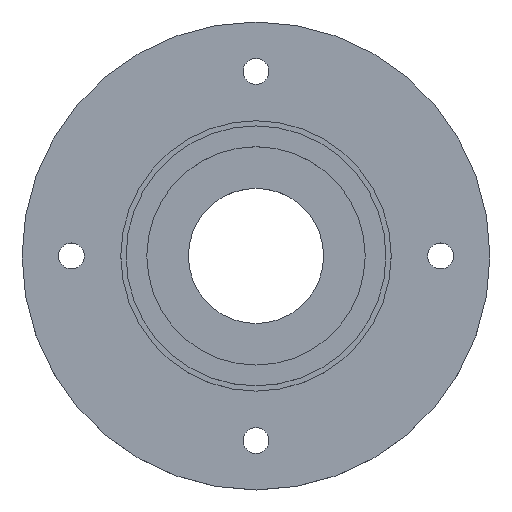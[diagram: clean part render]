
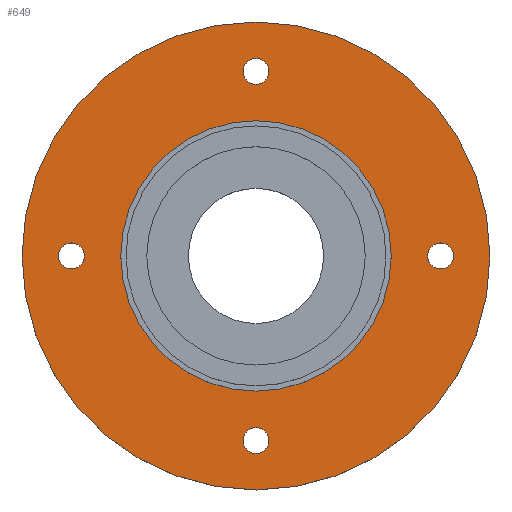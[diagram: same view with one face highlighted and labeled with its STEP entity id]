
A CAD part, top view. The second image highlights one B-rep face of the part: STEP entity #649.
In plain terms, the highlighted planar face has unit normal (0, 0, 1).
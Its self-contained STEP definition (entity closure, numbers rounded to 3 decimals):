
#253=CARTESIAN_POINT('',(33.,0.,7.));
#254=VERTEX_POINT('',#253);
#255=CARTESIAN_POINT('',(38.,0.,7.));
#256=VERTEX_POINT('',#255);
#257=CARTESIAN_POINT('',(35.5,0.,7.));
#258=DIRECTION('',(-1.,0.,0.));
#259=DIRECTION('',(-0.,0.,1.));
#260=AXIS2_PLACEMENT_3D('',#257,#259,#258);
#261=CIRCLE('',#260,2.5);
#262=EDGE_CURVE('',#254,#256,#261,.T.);
#264=CARTESIAN_POINT('',(35.5,0.,7.));
#265=DIRECTION('',(1.,0.,0.));
#266=DIRECTION('',(0.,0.,1.));
#267=AXIS2_PLACEMENT_3D('',#264,#266,#265);
#268=CIRCLE('',#267,2.5);
#269=EDGE_CURVE('',#256,#254,#268,.T.);
#288=CARTESIAN_POINT('',(-2.5,-35.5,7.));
#289=VERTEX_POINT('',#288);
#290=CARTESIAN_POINT('',(2.5,-35.5,7.));
#291=VERTEX_POINT('',#290);
#292=CARTESIAN_POINT('',(0.,-35.5,7.));
#293=DIRECTION('',(-1.,0.,0.));
#294=DIRECTION('',(-0.,0.,1.));
#295=AXIS2_PLACEMENT_3D('',#292,#294,#293);
#296=CIRCLE('',#295,2.5);
#297=EDGE_CURVE('',#289,#291,#296,.T.);
#299=CARTESIAN_POINT('',(0.,-35.5,7.));
#300=DIRECTION('',(1.,0.,0.));
#301=DIRECTION('',(0.,0.,1.));
#302=AXIS2_PLACEMENT_3D('',#299,#301,#300);
#303=CIRCLE('',#302,2.5);
#304=EDGE_CURVE('',#291,#289,#303,.T.);
#323=CARTESIAN_POINT('',(-38.,0.,7.));
#324=VERTEX_POINT('',#323);
#325=CARTESIAN_POINT('',(-33.,0.,7.));
#326=VERTEX_POINT('',#325);
#327=CARTESIAN_POINT('',(-35.5,0.,7.));
#328=DIRECTION('',(-1.,0.,0.));
#329=DIRECTION('',(-0.,0.,1.));
#330=AXIS2_PLACEMENT_3D('',#327,#329,#328);
#331=CIRCLE('',#330,2.5);
#332=EDGE_CURVE('',#324,#326,#331,.T.);
#334=CARTESIAN_POINT('',(-35.5,0.,7.));
#335=DIRECTION('',(1.,0.,0.));
#336=DIRECTION('',(0.,0.,1.));
#337=AXIS2_PLACEMENT_3D('',#334,#336,#335);
#338=CIRCLE('',#337,2.5);
#339=EDGE_CURVE('',#326,#324,#338,.T.);
#358=CARTESIAN_POINT('',(-2.5,35.5,7.));
#359=VERTEX_POINT('',#358);
#360=CARTESIAN_POINT('',(2.5,35.5,7.));
#361=VERTEX_POINT('',#360);
#362=CARTESIAN_POINT('',(0.,35.5,7.));
#363=DIRECTION('',(-1.,0.,0.));
#364=DIRECTION('',(-0.,0.,1.));
#365=AXIS2_PLACEMENT_3D('',#362,#364,#363);
#366=CIRCLE('',#365,2.5);
#367=EDGE_CURVE('',#359,#361,#366,.T.);
#369=CARTESIAN_POINT('',(0.,35.5,7.));
#370=DIRECTION('',(1.,0.,0.));
#371=DIRECTION('',(0.,0.,1.));
#372=AXIS2_PLACEMENT_3D('',#369,#371,#370);
#373=CIRCLE('',#372,2.5);
#374=EDGE_CURVE('',#361,#359,#373,.T.);
#561=CARTESIAN_POINT('',(-26.,0.,7.));
#562=VERTEX_POINT('',#561);
#569=CARTESIAN_POINT('',(26.,0.,7.));
#570=VERTEX_POINT('',#569);
#571=CARTESIAN_POINT('',(0.,0.,7.));
#572=DIRECTION('',(-1.,0.,0.));
#573=DIRECTION('',(-0.,0.,1.));
#574=AXIS2_PLACEMENT_3D('',#571,#573,#572);
#575=CIRCLE('',#574,26.);
#576=EDGE_CURVE('',#562,#570,#575,.T.);
#578=CARTESIAN_POINT('',(0.,0.,7.));
#579=DIRECTION('',(1.,0.,0.));
#580=DIRECTION('',(0.,0.,1.));
#581=AXIS2_PLACEMENT_3D('',#578,#580,#579);
#582=CIRCLE('',#581,26.);
#583=EDGE_CURVE('',#570,#562,#582,.T.);
#604=CARTESIAN_POINT('',(0.,0.,7.));
#605=DIRECTION('',(1.,0.,0.));
#606=DIRECTION('',(0.,0.,1.));
#607=AXIS2_PLACEMENT_3D('',#604,#606,#605);
#608=PLANE('',#607);
#609=CARTESIAN_POINT('',(45.,0.,7.));
#610=VERTEX_POINT('',#609);
#611=CARTESIAN_POINT('',(-45.,0.,7.));
#612=VERTEX_POINT('',#611);
#613=CARTESIAN_POINT('',(0.,0.,7.));
#614=DIRECTION('',(1.,0.,0.));
#615=DIRECTION('',(0.,0.,1.));
#616=AXIS2_PLACEMENT_3D('',#613,#615,#614);
#617=CIRCLE('',#616,45.);
#618=EDGE_CURVE('',#610,#612,#617,.T.);
#619=ORIENTED_EDGE('E51',*,*,#618,.T.);
#620=CARTESIAN_POINT('',(0.,0.,7.));
#621=DIRECTION('',(-1.,0.,0.));
#622=DIRECTION('',(-0.,0.,1.));
#623=AXIS2_PLACEMENT_3D('',#620,#622,#621);
#624=CIRCLE('',#623,45.);
#625=EDGE_CURVE('',#612,#610,#624,.T.);
#626=ORIENTED_EDGE('E52',*,*,#625,.T.);
#627=EDGE_LOOP('',(#619,#626));
#628=FACE_OUTER_BOUND('',#627,.T.);
#629=ORIENTED_EDGE('',*,*,#576,.F.);
#630=ORIENTED_EDGE('',*,*,#583,.F.);
#631=EDGE_LOOP('',(#629,#630));
#632=FACE_BOUND('',#631,.T.);
#633=ORIENTED_EDGE('',*,*,#269,.F.);
#634=ORIENTED_EDGE('',*,*,#262,.F.);
#635=EDGE_LOOP('',(#633,#634));
#636=FACE_BOUND('',#635,.T.);
#637=ORIENTED_EDGE('',*,*,#374,.F.);
#638=ORIENTED_EDGE('',*,*,#367,.F.);
#639=EDGE_LOOP('',(#637,#638));
#640=FACE_BOUND('',#639,.T.);
#641=ORIENTED_EDGE('',*,*,#339,.F.);
#642=ORIENTED_EDGE('',*,*,#332,.F.);
#643=EDGE_LOOP('',(#641,#642));
#644=FACE_BOUND('',#643,.T.);
#645=ORIENTED_EDGE('',*,*,#304,.F.);
#646=ORIENTED_EDGE('',*,*,#297,.F.);
#647=EDGE_LOOP('',(#645,#646));
#648=FACE_BOUND('',#647,.T.);
#649=ADVANCED_FACE('F15',(#628,#632,#636,#640,#644,#648),#608,.T.);
